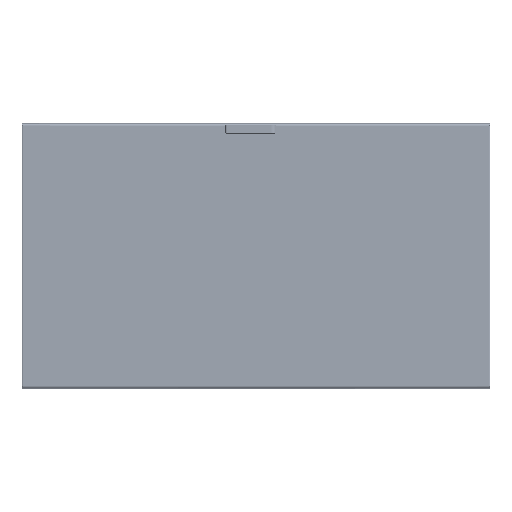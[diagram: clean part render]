
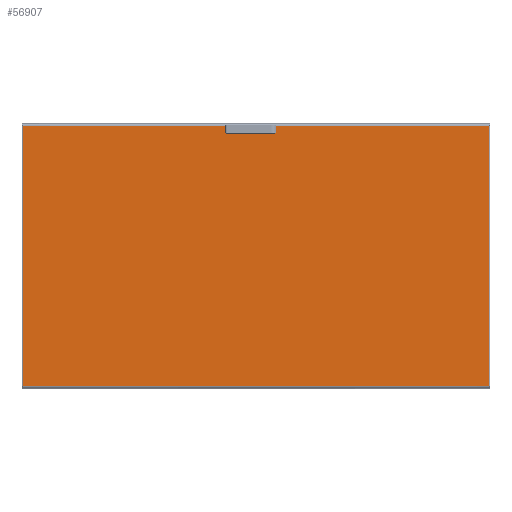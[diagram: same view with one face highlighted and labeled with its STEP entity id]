
A CAD part, top view. The second image highlights one B-rep face of the part: STEP entity #56907.
In plain terms, the highlighted planar face has unit normal (0, 0, 1).
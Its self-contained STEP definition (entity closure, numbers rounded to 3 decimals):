
#10751 = DIRECTION ( 'NONE',  ( -1., 0., 0. ) ) ;
#11103 = CARTESIAN_POINT ( 'NONE',  ( 37.662, 471., 2. ) ) ;
#11144 = DIRECTION ( 'NONE',  ( -1., 0., 0. ) ) ;
#11187 = CARTESIAN_POINT ( 'NONE',  ( -37.662, 471., 2. ) ) ;
#13146 = CARTESIAN_POINT ( 'NONE',  ( 875.49, 487.5, 2. ) ) ;
#13154 = CARTESIAN_POINT ( 'NONE',  ( 37.662, 480., 2. ) ) ;
#13206 = DIRECTION ( 'NONE',  ( -1., 0., 0. ) ) ;
#13290 = DIRECTION ( 'NONE',  ( 0., 0., 1. ) ) ;
#13438 = DIRECTION ( 'NONE',  ( -1., 0., 0. ) ) ;
#13458 = CARTESIAN_POINT ( 'NONE',  ( 26., 475.5, 2. ) ) ;
#14459 = CARTESIAN_POINT ( 'NONE',  ( 875.49, -495., 2. ) ) ;
#14660 = DIRECTION ( 'NONE',  ( 0., 0., 1. ) ) ;
#14705 = CARTESIAN_POINT ( 'NONE',  ( -875.49, 495., 2. ) ) ;
#14896 = DIRECTION ( 'NONE',  ( -1., 0., 0. ) ) ;
#14935 = CARTESIAN_POINT ( 'NONE',  ( -14.338, 471., 2. ) ) ;
#15209 = DIRECTION ( 'NONE',  ( 0., 1., 0. ) ) ;
#15328 = CARTESIAN_POINT ( 'NONE',  ( -875.49, -487.5, 2. ) ) ;
#15388 = DIRECTION ( 'NONE',  ( 1., 0., 0. ) ) ;
#15445 = DIRECTION ( 'NONE',  ( 0., 0., 1. ) ) ;
#15515 = DIRECTION ( 'NONE',  ( 0., 0., 1. ) ) ;
#16193 = CARTESIAN_POINT ( 'NONE',  ( -875.49, 487.5, 2. ) ) ;
#16354 = CARTESIAN_POINT ( 'NONE',  ( 29.5, 487.5, 2. ) ) ;
#16428 = DIRECTION ( 'NONE',  ( 1., 0., 0. ) ) ;
#16901 = CARTESIAN_POINT ( 'NONE',  ( -37.662, 480., 2. ) ) ;
#16985 = CARTESIAN_POINT ( 'NONE',  ( -14.338, 471., 2. ) ) ;
#17159 = CARTESIAN_POINT ( 'NONE',  ( -29.5, 487.5, 2. ) ) ;
#17230 = CARTESIAN_POINT ( 'NONE',  ( -54.3, 480., 2. ) ) ;
#17249 = CARTESIAN_POINT ( 'NONE',  ( 54.3, 480., 2. ) ) ;
#17253 = DIRECTION ( 'NONE',  ( 0., -1., 0. ) ) ;
#17299 = CARTESIAN_POINT ( 'NONE',  ( 37.662, 480., 2. ) ) ;
#17310 = DIRECTION ( 'NONE',  ( 1., 0., 0. ) ) ;
#17399 = DIRECTION ( 'NONE',  ( 1., 0., 0. ) ) ;
#17464 = CARTESIAN_POINT ( 'NONE',  ( 54.3, 475.5, 2. ) ) ;
#17652 = CARTESIAN_POINT ( 'NONE',  ( -26., 475.5, 2. ) ) ;
#17845 = DIRECTION ( 'NONE',  ( 0., 0., 1. ) ) ;
#18041 = DIRECTION ( 'NONE',  ( 1., 0., 0. ) ) ;
#18192 = DIRECTION ( 'NONE',  ( 1., 0., 0. ) ) ;
#18239 = DIRECTION ( 'NONE',  ( 1., 0., 0. ) ) ;
#20119 = VERTEX_POINT ( 'NONE', #17299 ) ;
#20168 = VERTEX_POINT ( 'NONE', #17249 ) ;
#20190 = VERTEX_POINT ( 'NONE', #17230 ) ;
#20272 = VERTEX_POINT ( 'NONE', #17159 ) ;
#20463 = VERTEX_POINT ( 'NONE', #16985 ) ;
#20559 = VERTEX_POINT ( 'NONE', #16901 ) ;
#20803 = CARTESIAN_POINT ( 'NONE',  ( -875.49, -487.5, 2. ) ) ;
#20937 = CARTESIAN_POINT ( 'NONE',  ( 14.338, 471., 2. ) ) ;
#21047 = DIRECTION ( 'NONE',  ( 0., 0., 1. ) ) ;
#21052 = VERTEX_POINT ( 'NONE', #16354 ) ;
#21055 = CARTESIAN_POINT ( 'NONE',  ( -54.3, 475.5, 2. ) ) ;
#21058 = CARTESIAN_POINT ( 'NONE',  ( 875.49, -487.5, 2. ) ) ;
#21135 = CARTESIAN_POINT ( 'NONE',  ( -37.662, 471., 2. ) ) ;
#21173 = CARTESIAN_POINT ( 'NONE',  ( 37.662, 471., 2. ) ) ;
#21180 = VERTEX_POINT ( 'NONE', #16193 ) ;
#21194 = CARTESIAN_POINT ( 'NONE',  ( 54.3, 471., 2. ) ) ;
#21237 = VERTEX_POINT ( 'NONE', #22061 ) ;
#21313 = CARTESIAN_POINT ( 'NONE',  ( 875.49, 487.5, 2. ) ) ;
#21317 = CARTESIAN_POINT ( 'NONE',  ( 26., 475.5, 2. ) ) ;
#21450 = CARTESIAN_POINT ( 'NONE',  ( -54.3, 471., 2. ) ) ;
#21867 = VERTEX_POINT ( 'NONE', #21450 ) ;
#21991 = VERTEX_POINT ( 'NONE', #21313 ) ;
#22015 = CARTESIAN_POINT ( 'NONE',  ( -37.662, 480., 2. ) ) ;
#22022 = DIRECTION ( 'NONE',  ( -1., 0., 0. ) ) ;
#22061 = CARTESIAN_POINT ( 'NONE',  ( 58.8, 475.5, 2. ) ) ;
#22104 = VERTEX_POINT ( 'NONE', #21194 ) ;
#22122 = VERTEX_POINT ( 'NONE', #21173 ) ;
#22150 = CARTESIAN_POINT ( 'NONE',  ( -26., 475.5, 2. ) ) ;
#22152 = VERTEX_POINT ( 'NONE', #21135 ) ;
#22214 = VERTEX_POINT ( 'NONE', #21058 ) ;
#22308 = VERTEX_POINT ( 'NONE', #20937 ) ;
#22411 = VERTEX_POINT ( 'NONE', #20803 ) ;
#24711 = DIRECTION ( 'NONE',  ( 1., 0., 0. ) ) ;
#25452 = CARTESIAN_POINT ( 'NONE',  ( -875.5, -495., 2. ) ) ;
#25779 = PLANE ( 'NONE',  #78893 ) ;
#27341 = DIRECTION ( 'NONE',  ( 0., 0., 1. ) ) ;
#47215 = ORIENTED_EDGE ( 'NONE', *, *, #84932, .F. ) ;
#47216 = ORIENTED_EDGE ( 'NONE', *, *, #84927, .T. ) ;
#47217 = ORIENTED_EDGE ( 'NONE', *, *, #84923, .T. ) ;
#47218 = ORIENTED_EDGE ( 'NONE', *, *, #84937, .T. ) ;
#47219 = ORIENTED_EDGE ( 'NONE', *, *, #84918, .T. ) ;
#47221 = ORIENTED_EDGE ( 'NONE', *, *, #84897, .T. ) ;
#47222 = ORIENTED_EDGE ( 'NONE', *, *, #84943, .F. ) ;
#47223 = ORIENTED_EDGE ( 'NONE', *, *, #84948, .F. ) ;
#47224 = ORIENTED_EDGE ( 'NONE', *, *, #84424, .F. ) ;
#47225 = ORIENTED_EDGE ( 'NONE', *, *, #84964, .F. ) ;
#47226 = ORIENTED_EDGE ( 'NONE', *, *, #84970, .F. ) ;
#47228 = ORIENTED_EDGE ( 'NONE', *, *, #84955, .F. ) ;
#47229 = ORIENTED_EDGE ( 'NONE', *, *, #84969, .F. ) ;
#47230 = ORIENTED_EDGE ( 'NONE', *, *, #84977, .F. ) ;
#47231 = ORIENTED_EDGE ( 'NONE', *, *, #84980, .F. ) ;
#47232 = ORIENTED_EDGE ( 'NONE', *, *, #84983, .F. ) ;
#47233 = ORIENTED_EDGE ( 'NONE', *, *, #84989, .F. ) ;
#56907 = ADVANCED_FACE ( 'NONE', ( #82859 ), #25779, .T. ) ;
#71253 = CIRCLE ( 'NONE', #86474, 4.5 ) ;
#72162 = LINE ( 'NONE', #14459, #73338 ) ;
#72180 = CIRCLE ( 'NONE', #86724, 12.5 ) ;
#72360 = VECTOR ( 'NONE', #18192, 1000. ) ;
#72391 = EDGE_LOOP ( 'NONE', ( #47215, #47216, #47217, #47218, #47219, #47221, #47222, #47223, #47224, #47225, #47226, #47228, #47229, #47230, #47231, #47232, #47233 ) ) ;
#72446 = LINE ( 'NONE', #15328, #72360 ) ;
#72465 = CIRCLE ( 'NONE', #86713, 4.5 ) ;
#72554 = VECTOR ( 'NONE', #81312, 1000. ) ;
#72567 = LINE ( 'NONE', #14705, #73197 ) ;
#72584 = CIRCLE ( 'NONE', #86904, 12.5 ) ;
#72594 = VECTOR ( 'NONE', #22022, 1000. ) ;
#72621 = LINE ( 'NONE', #13154, #72594 ) ;
#72623 = LINE ( 'NONE', #11103, #72745 ) ;
#72624 = VECTOR ( 'NONE', #15388, 1000. ) ;
#72636 = VECTOR ( 'NONE', #17310, 1000. ) ;
#72639 = CIRCLE ( 'NONE', #86526, 12.5 ) ;
#72640 = LINE ( 'NONE', #22015, #72731 ) ;
#72647 = LINE ( 'NONE', #11187, #72624 ) ;
#72725 = LINE ( 'NONE', #14935, #72636 ) ;
#72731 = VECTOR ( 'NONE', #13438, 1000. ) ;
#72735 = CIRCLE ( 'NONE', #86553, 12.5 ) ;
#72745 = VECTOR ( 'NONE', #18041, 1000. ) ;
#72937 = CIRCLE ( 'NONE', #86719, 4.5 ) ;
#73197 = VECTOR ( 'NONE', #17253, 1000. ) ;
#73236 = VECTOR ( 'NONE', #14896, 1000. ) ;
#73328 = LINE ( 'NONE', #81289, #72554 ) ;
#73329 = LINE ( 'NONE', #13146, #73236 ) ;
#73338 = VECTOR ( 'NONE', #15209, 1000. ) ;
#78893 = AXIS2_PLACEMENT_3D ( 'NONE', #25452, #27341, #24711 ) ;
#80637 = DIRECTION ( 'NONE',  ( -1., 0., 0. ) ) ;
#80640 = DIRECTION ( 'NONE',  ( 0., 0., 1. ) ) ;
#80949 = CARTESIAN_POINT ( 'NONE',  ( 54.3, 475.5, 2. ) ) ;
#81289 = CARTESIAN_POINT ( 'NONE',  ( 875.49, 487.5, 2. ) ) ;
#81312 = DIRECTION ( 'NONE',  ( -1., 0., 0. ) ) ;
#82859 = FACE_OUTER_BOUND ( 'NONE', #72391, .T. ) ;
#84424 = EDGE_CURVE ( 'NONE', #21237, #20168, #71253, .T. ) ;
#84897 = EDGE_CURVE ( 'NONE', #21991, #21052, #73328, .T. ) ;
#84918 = EDGE_CURVE ( 'NONE', #22214, #21991, #72162, .T. ) ;
#84923 = EDGE_CURVE ( 'NONE', #21180, #22411, #72567, .T. ) ;
#84927 = EDGE_CURVE ( 'NONE', #20272, #21180, #73329, .T. ) ;
#84932 = EDGE_CURVE ( 'NONE', #20272, #20559, #72735, .T. ) ;
#84937 = EDGE_CURVE ( 'NONE', #22411, #22214, #72446, .T. ) ;
#84943 = EDGE_CURVE ( 'NONE', #20119, #21052, #72639, .T. ) ;
#84948 = EDGE_CURVE ( 'NONE', #20168, #20119, #72621, .T. ) ;
#84955 = EDGE_CURVE ( 'NONE', #22308, #22122, #72180, .T. ) ;
#84964 = EDGE_CURVE ( 'NONE', #22104, #21237, #72937, .T. ) ;
#84969 = EDGE_CURVE ( 'NONE', #20463, #22308, #72725, .T. ) ;
#84970 = EDGE_CURVE ( 'NONE', #22122, #22104, #72623, .T. ) ;
#84977 = EDGE_CURVE ( 'NONE', #22152, #20463, #72584, .T. ) ;
#84980 = EDGE_CURVE ( 'NONE', #21867, #22152, #72647, .T. ) ;
#84983 = EDGE_CURVE ( 'NONE', #20190, #21867, #72465, .T. ) ;
#84989 = EDGE_CURVE ( 'NONE', #20559, #20190, #72640, .T. ) ;
#86474 = AXIS2_PLACEMENT_3D ( 'NONE', #80949, #80640, #80637 ) ;
#86526 = AXIS2_PLACEMENT_3D ( 'NONE', #13458, #13290, #11144 ) ;
#86553 = AXIS2_PLACEMENT_3D ( 'NONE', #22150, #17845, #17399 ) ;
#86713 = AXIS2_PLACEMENT_3D ( 'NONE', #21055, #15445, #16428 ) ;
#86719 = AXIS2_PLACEMENT_3D ( 'NONE', #17464, #15515, #13206 ) ;
#86724 = AXIS2_PLACEMENT_3D ( 'NONE', #21317, #14660, #10751 ) ;
#86904 = AXIS2_PLACEMENT_3D ( 'NONE', #17652, #21047, #18239 ) ;
